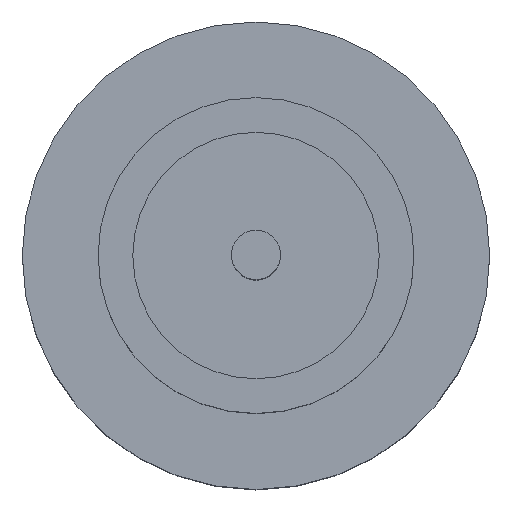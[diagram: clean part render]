
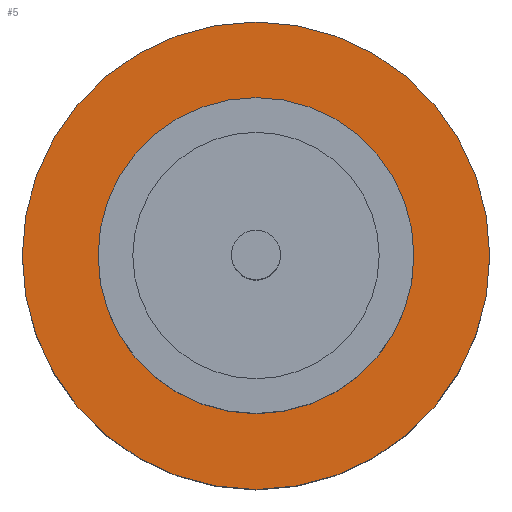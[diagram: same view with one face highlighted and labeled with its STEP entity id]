
A CAD part, top view. The second image highlights one B-rep face of the part: STEP entity #5.
In plain terms, the highlighted planar face has unit normal (0, 0, 1).
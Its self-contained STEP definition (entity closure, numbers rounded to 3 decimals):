
#5 = ADVANCED_FACE ( 'NONE', ( #138, #744 ), #309, .T. ) ;
#37 = DIRECTION ( 'NONE',  ( 0., 0., 1. ) ) ;
#71 = CIRCLE ( 'NONE', #118, 1.85 ) ;
#108 = VERTEX_POINT ( 'NONE', #650 ) ;
#118 = AXIS2_PLACEMENT_3D ( 'NONE', #341, #404, #415 ) ;
#126 = EDGE_LOOP ( 'NONE', ( #726, #318 ) ) ;
#135 = DIRECTION ( 'NONE',  ( 1., 0., 0. ) ) ;
#138 = FACE_BOUND ( 'NONE', #126, .T. ) ;
#157 = EDGE_CURVE ( 'NONE', #108, #480, #243, .T. ) ;
#188 = CARTESIAN_POINT ( 'NONE',  ( 0., 0., 1.55 ) ) ;
#210 = CARTESIAN_POINT ( 'NONE',  ( -1.25, 0., 1.55 ) ) ;
#243 = CIRCLE ( 'NONE', #674, 1.85 ) ;
#245 = DIRECTION ( 'NONE',  ( 0., 0., 1. ) ) ;
#293 = CARTESIAN_POINT ( 'NONE',  ( 1.25, 0., 1.55 ) ) ;
#309 = PLANE ( 'NONE',  #620 ) ;
#318 = ORIENTED_EDGE ( 'NONE', *, *, #529, .F. ) ;
#341 = CARTESIAN_POINT ( 'NONE',  ( 0., 0., 1.55 ) ) ;
#358 = CARTESIAN_POINT ( 'NONE',  ( 1.85, 0., 1.55 ) ) ;
#362 = DIRECTION ( 'NONE',  ( 1., 0., 0. ) ) ;
#363 = AXIS2_PLACEMENT_3D ( 'NONE', #780, #848, #135 ) ;
#404 = DIRECTION ( 'NONE',  ( 0., 0., 1. ) ) ;
#406 = CARTESIAN_POINT ( 'NONE',  ( 0., 0., 1.55 ) ) ;
#415 = DIRECTION ( 'NONE',  ( 1., 0., 0. ) ) ;
#442 = VERTEX_POINT ( 'NONE', #293 ) ;
#480 = VERTEX_POINT ( 'NONE', #358 ) ;
#496 = EDGE_LOOP ( 'NONE', ( #771, #678 ) ) ;
#500 = AXIS2_PLACEMENT_3D ( 'NONE', #694, #37, #619 ) ;
#529 = EDGE_CURVE ( 'NONE', #690, #442, #565, .T. ) ;
#565 = CIRCLE ( 'NONE', #363, 1.25 ) ;
#619 = DIRECTION ( 'NONE',  ( 1., 0., 0. ) ) ;
#620 = AXIS2_PLACEMENT_3D ( 'NONE', #188, #245, #362 ) ;
#650 = CARTESIAN_POINT ( 'NONE',  ( -1.85, 0., 1.55 ) ) ;
#664 = CIRCLE ( 'NONE', #500, 1.25 ) ;
#674 = AXIS2_PLACEMENT_3D ( 'NONE', #406, #804, #675 ) ;
#675 = DIRECTION ( 'NONE',  ( 1., 0., 0. ) ) ;
#678 = ORIENTED_EDGE ( 'NONE', *, *, #715, .T. ) ;
#690 = VERTEX_POINT ( 'NONE', #210 ) ;
#694 = CARTESIAN_POINT ( 'NONE',  ( 0., 0., 1.55 ) ) ;
#715 = EDGE_CURVE ( 'NONE', #480, #108, #71, .T. ) ;
#726 = ORIENTED_EDGE ( 'NONE', *, *, #742, .F. ) ;
#742 = EDGE_CURVE ( 'NONE', #442, #690, #664, .T. ) ;
#744 = FACE_OUTER_BOUND ( 'NONE', #496, .T. ) ;
#771 = ORIENTED_EDGE ( 'NONE', *, *, #157, .T. ) ;
#780 = CARTESIAN_POINT ( 'NONE',  ( 0., 0., 1.55 ) ) ;
#804 = DIRECTION ( 'NONE',  ( 0., 0., 1. ) ) ;
#848 = DIRECTION ( 'NONE',  ( 0., 0., 1. ) ) ;
